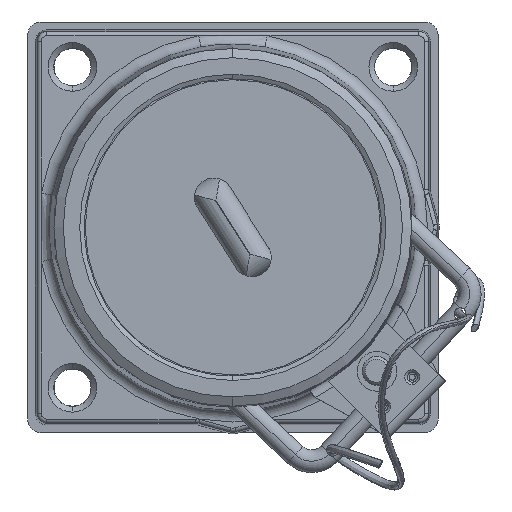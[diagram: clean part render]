
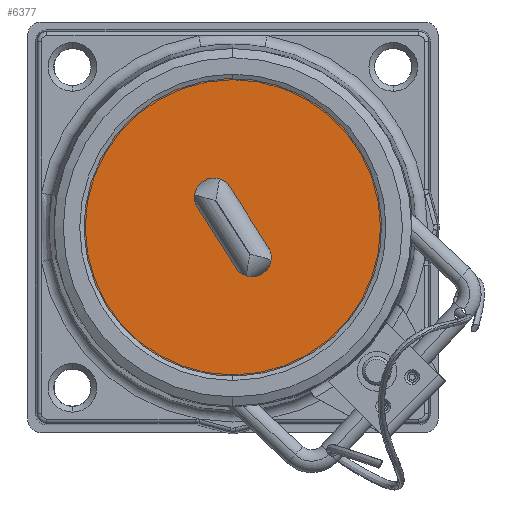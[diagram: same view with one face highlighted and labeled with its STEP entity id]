
A CAD part, left-side view. The second image highlights one B-rep face of the part: STEP entity #6377.
In plain terms, the highlighted planar face has unit normal (-1, 0, 0).
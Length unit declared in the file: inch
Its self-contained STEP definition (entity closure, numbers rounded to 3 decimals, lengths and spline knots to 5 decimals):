
#248 = EDGE_CURVE ( 'NONE', #15183, #9913, #4630, .T. ) ;
#686 = CIRCLE ( 'NONE', #5956, 1.625 ) ;
#1304 = EDGE_LOOP ( 'NONE', ( #5309, #7993 ) ) ;
#1442 = VERTEX_POINT ( 'NONE', #13976 ) ;
#2759 = DIRECTION ( 'NONE',  ( 0., 0.843, -0.538 ) ) ;
#2934 = FACE_BOUND ( 'NONE', #10917, .T. ) ;
#3056 = CIRCLE ( 'NONE', #11441, 0.21 ) ;
#3196 = CARTESIAN_POINT ( 'NONE',  ( -1.5974, 0.38673, 0.2764 ) ) ;
#3619 = EDGE_CURVE ( 'NONE', #9913, #14186, #9519, .T. ) ;
#4630 = CIRCLE ( 'NONE', #6743, 0.21 ) ;
#5309 = ORIENTED_EDGE ( 'NONE', *, *, #14741, .T. ) ;
#5329 = DIRECTION ( 'NONE',  ( -1., 0., 0. ) ) ;
#5573 = FACE_OUTER_BOUND ( 'NONE', #1304, .T. ) ;
#5579 = CARTESIAN_POINT ( 'NONE',  ( -1.5974, 0.38673, 0.2764 ) ) ;
#5956 = AXIS2_PLACEMENT_3D ( 'NONE', #8109, #12177, #7037 ) ;
#6255 = ORIENTED_EDGE ( 'NONE', *, *, #248, .F. ) ;
#6354 = CARTESIAN_POINT ( 'NONE',  ( -1.5974, 1.37024, -0.8131 ) ) ;
#6377 = ADVANCED_FACE ( 'NONE', ( #5573, #2934 ), #10382, .T. ) ;
#6470 = DIRECTION ( 'NONE',  ( 0., -0.538, -0.843 ) ) ;
#6690 = ORIENTED_EDGE ( 'NONE', *, *, #10189, .F. ) ;
#6743 = AXIS2_PLACEMENT_3D ( 'NONE', #13092, #10466, #14312 ) ;
#6981 = DIRECTION ( 'NONE',  ( 0., -0.843, 0.538 ) ) ;
#7037 = DIRECTION ( 'NONE',  ( 0., -0.843, 0.538 ) ) ;
#7133 = CARTESIAN_POINT ( 'NONE',  ( -1.5974, -0.03257, -0.38131 ) ) ;
#7255 = CARTESIAN_POINT ( 'NONE',  ( -1.5974, 0.03257, 0.50218 ) ) ;
#7811 = VECTOR ( 'NONE', #6470, 39.37008 ) ;
#7993 = ORIENTED_EDGE ( 'NONE', *, *, #12878, .T. ) ;
#8022 = LINE ( 'NONE', #5579, #7811 ) ;
#8109 = CARTESIAN_POINT ( 'NONE',  ( -1.5974, 0., 0.06043 ) ) ;
#8291 = VERTEX_POINT ( 'NONE', #6354 ) ;
#8381 = VECTOR ( 'NONE', #14517, 39.37008 ) ;
#9072 = CARTESIAN_POINT ( 'NONE',  ( -1.5974, -0.52159, 2.41657 ) ) ;
#9271 = CARTESIAN_POINT ( 'NONE',  ( -1.5974, 0.20965, 0.38929 ) ) ;
#9519 = LINE ( 'NONE', #9761, #8381 ) ;
#9761 = CARTESIAN_POINT ( 'NONE',  ( -1.5974, -0.38673, -0.15554 ) ) ;
#9913 = VERTEX_POINT ( 'NONE', #13626 ) ;
#9940 = DIRECTION ( 'NONE',  ( -1., 0., 0. ) ) ;
#10189 = EDGE_CURVE ( 'NONE', #14186, #15801, #3056, .T. ) ;
#10382 = PLANE ( 'NONE',  #10979 ) ;
#10466 = DIRECTION ( 'NONE',  ( -1., 0., 0. ) ) ;
#10681 = ORIENTED_EDGE ( 'NONE', *, *, #13606, .F. ) ;
#10917 = EDGE_LOOP ( 'NONE', ( #10681, #6690, #11177, #6255 ) ) ;
#10979 = AXIS2_PLACEMENT_3D ( 'NONE', #9072, #5329, #2759 ) ;
#11177 = ORIENTED_EDGE ( 'NONE', *, *, #3619, .F. ) ;
#11441 = AXIS2_PLACEMENT_3D ( 'NONE', #9271, #14267, #6981 ) ;
#12177 = DIRECTION ( 'NONE',  ( -1., 0., 0. ) ) ;
#12539 = CIRCLE ( 'NONE', #15424, 1.625 ) ;
#12878 = EDGE_CURVE ( 'NONE', #1442, #8291, #686, .T. ) ;
#13092 = CARTESIAN_POINT ( 'NONE',  ( -1.5974, -0.20965, -0.26843 ) ) ;
#13606 = EDGE_CURVE ( 'NONE', #15801, #15183, #8022, .T. ) ;
#13626 = CARTESIAN_POINT ( 'NONE',  ( -1.5974, -0.38673, -0.15554 ) ) ;
#13976 = CARTESIAN_POINT ( 'NONE',  ( -1.5974, -1.37024, 0.93396 ) ) ;
#14186 = VERTEX_POINT ( 'NONE', #7255 ) ;
#14267 = DIRECTION ( 'NONE',  ( -1., 0., 0. ) ) ;
#14312 = DIRECTION ( 'NONE',  ( 0., 0.843, -0.538 ) ) ;
#14517 = DIRECTION ( 'NONE',  ( 0., 0.538, 0.843 ) ) ;
#14698 = DIRECTION ( 'NONE',  ( 0., 0.843, -0.538 ) ) ;
#14741 = EDGE_CURVE ( 'NONE', #8291, #1442, #12539, .T. ) ;
#15183 = VERTEX_POINT ( 'NONE', #7133 ) ;
#15424 = AXIS2_PLACEMENT_3D ( 'NONE', #16011, #9940, #14698 ) ;
#15801 = VERTEX_POINT ( 'NONE', #3196 ) ;
#16011 = CARTESIAN_POINT ( 'NONE',  ( -1.5974, 0., 0.06043 ) ) ;
